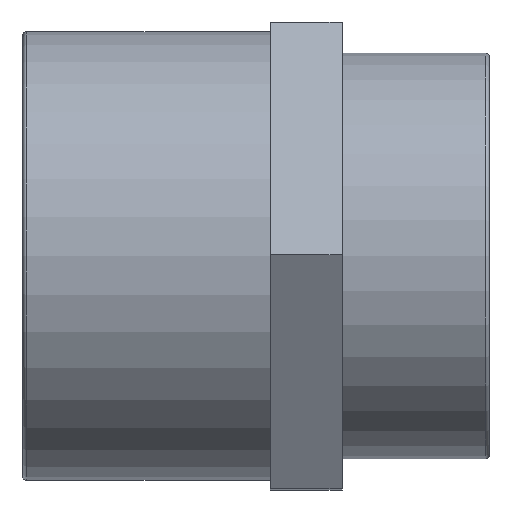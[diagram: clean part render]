
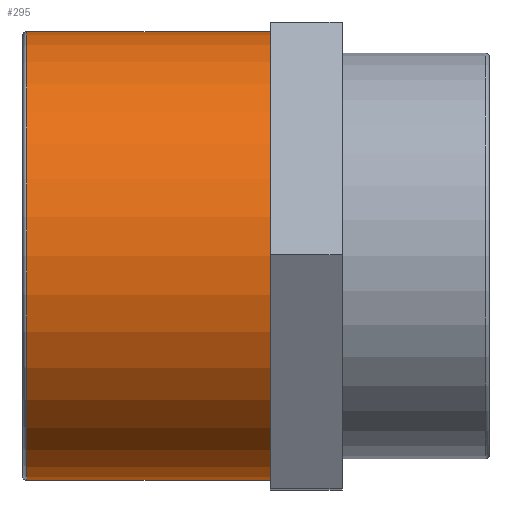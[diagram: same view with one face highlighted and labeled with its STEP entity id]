
A CAD part, top view. The second image highlights one B-rep face of the part: STEP entity #295.
In plain terms, the highlighted cylindrical face has radius 62.5 mm (diameter 125 mm), a full revolution.
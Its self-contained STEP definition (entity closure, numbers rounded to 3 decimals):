
#18=CYLINDRICAL_SURFACE('',#329,62.5);
#29=FACE_BOUND('',#99,.T.);
#45=CIRCLE('',#328,62.5);
#46=CIRCLE('',#330,62.5);
#68=FACE_OUTER_BOUND('',#98,.T.);
#98=EDGE_LOOP('',(#246));
#99=EDGE_LOOP('',(#247));
#168=VERTEX_POINT('',#494);
#169=VERTEX_POINT('',#497);
#200=EDGE_CURVE('',#168,#168,#45,.T.);
#201=EDGE_CURVE('',#169,#169,#46,.T.);
#246=ORIENTED_EDGE('',*,*,#201,.T.);
#247=ORIENTED_EDGE('',*,*,#200,.F.);
#295=ADVANCED_FACE('',(#68,#29),#18,.T.);
#328=AXIS2_PLACEMENT_3D('',#495,#408,#409);
#329=AXIS2_PLACEMENT_3D('',#496,#410,#411);
#330=AXIS2_PLACEMENT_3D('',#498,#412,#413);
#408=DIRECTION('center_axis',(-1.,0.,0.));
#409=DIRECTION('ref_axis',(0.,1.,0.));
#410=DIRECTION('center_axis',(-1.,0.,0.));
#411=DIRECTION('ref_axis',(0.,-1.,0.));
#412=DIRECTION('center_axis',(-1.,0.,0.));
#413=DIRECTION('ref_axis',(0.,0.,1.));
#494=CARTESIAN_POINT('',(-63.9,-62.5,0.));
#495=CARTESIAN_POINT('Origin',(-63.9,0.,0.));
#496=CARTESIAN_POINT('Origin',(-30.5,0.,0.));
#497=CARTESIAN_POINT('',(4.,-62.5,0.));
#498=CARTESIAN_POINT('Origin',(4.,0.,0.));
